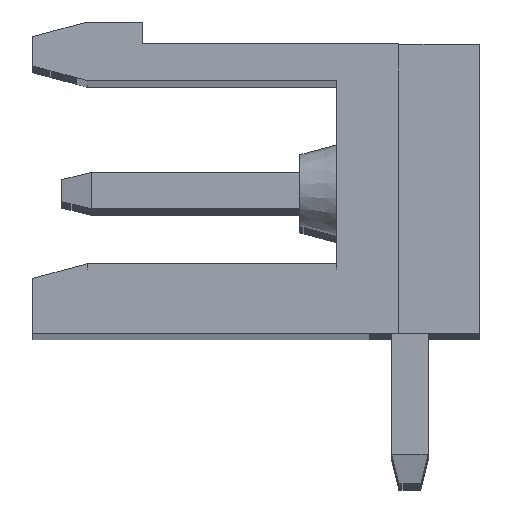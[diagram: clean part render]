
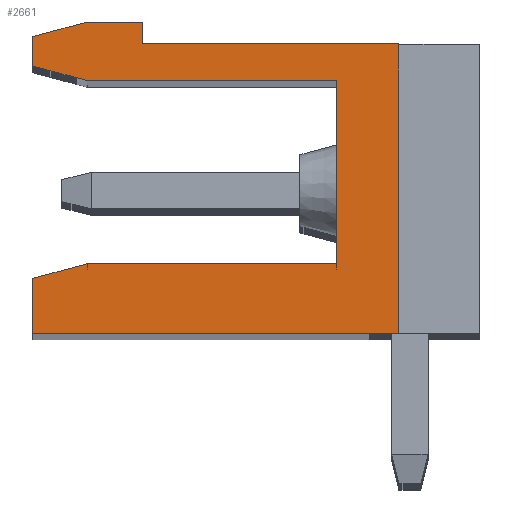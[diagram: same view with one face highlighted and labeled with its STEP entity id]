
A CAD part, top view. The second image highlights one B-rep face of the part: STEP entity #2661.
In plain terms, the highlighted planar face has unit normal (0, 0, 1).
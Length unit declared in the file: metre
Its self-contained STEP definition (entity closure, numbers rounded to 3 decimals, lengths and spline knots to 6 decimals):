
#2661=ADVANCED_FACE('',(#5681),#5682,.F.);
#5681=FACE_OUTER_BOUND('',#9064,.T.);
#5682=PLANE('',#9065);
#9064=EDGE_LOOP('',(#16749,#16750,#16751,#16752,#16753,#16754,#16755,#16756,#16757,#16758,#16759,#16760,#16761));
#9065=AXIS2_PLACEMENT_3D('',#16762,#16763,#16764);
#16749=ORIENTED_EDGE('',*,*,#22734,.T.);
#16750=ORIENTED_EDGE('',*,*,#22736,.T.);
#16751=ORIENTED_EDGE('',*,*,#22737,.T.);
#16752=ORIENTED_EDGE('',*,*,#22738,.T.);
#16753=ORIENTED_EDGE('',*,*,#22739,.T.);
#16754=ORIENTED_EDGE('',*,*,#22740,.T.);
#16755=ORIENTED_EDGE('',*,*,#22741,.T.);
#16756=ORIENTED_EDGE('',*,*,#22742,.F.);
#16757=ORIENTED_EDGE('',*,*,#22743,.F.);
#16758=ORIENTED_EDGE('',*,*,#22744,.F.);
#16759=ORIENTED_EDGE('',*,*,#22745,.F.);
#16760=ORIENTED_EDGE('',*,*,#22746,.F.);
#16761=ORIENTED_EDGE('',*,*,#22747,.T.);
#16762=CARTESIAN_POINT('',(-0.0037,0.0069,1.45824));
#16763=DIRECTION('',(0.0,0.0,-1.0));
#16764=DIRECTION('',(0.0,-1.0,0.0));
#22734=EDGE_CURVE('',#27867,#27942,#27944,.T.);
#22736=EDGE_CURVE('',#27942,#27946,#27947,.T.);
#22737=EDGE_CURVE('',#27946,#27948,#27949,.T.);
#22738=EDGE_CURVE('',#27948,#27950,#27951,.T.);
#22739=EDGE_CURVE('',#27950,#27952,#27953,.T.);
#22740=EDGE_CURVE('',#27952,#27954,#27955,.T.);
#22741=EDGE_CURVE('',#27954,#27956,#27957,.T.);
#22742=EDGE_CURVE('',#27958,#27956,#27959,.T.);
#22743=EDGE_CURVE('',#27960,#27958,#27961,.T.);
#22744=EDGE_CURVE('',#27962,#27960,#27963,.T.);
#22745=EDGE_CURVE('',#27964,#27962,#27965,.T.);
#22746=EDGE_CURVE('',#27966,#27964,#27967,.T.);
#22747=EDGE_CURVE('',#27966,#27867,#27968,.T.);
#27867=VERTEX_POINT('',#35432);
#27942=VERTEX_POINT('',#35549);
#27944=LINE('',#35552,#35553);
#27946=VERTEX_POINT('',#35555);
#27947=LINE('',#35556,#35557);
#27948=VERTEX_POINT('',#35558);
#27949=LINE('',#35559,#35560);
#27950=VERTEX_POINT('',#35561);
#27951=LINE('',#35562,#35563);
#27952=VERTEX_POINT('',#35564);
#27953=LINE('',#35565,#35566);
#27954=VERTEX_POINT('',#35567);
#27955=LINE('',#35568,#35569);
#27956=VERTEX_POINT('',#35570);
#27957=LINE('',#35571,#35572);
#27958=VERTEX_POINT('',#35573);
#27959=LINE('',#35574,#35575);
#27960=VERTEX_POINT('',#35576);
#27961=LINE('',#35577,#35578);
#27962=VERTEX_POINT('',#35579);
#27963=LINE('',#35580,#35581);
#27964=VERTEX_POINT('',#35582);
#27965=LINE('',#35583,#35584);
#27966=VERTEX_POINT('',#35585);
#27967=LINE('',#35586,#35587);
#27968=LINE('',#35588,#35589);
#35432=CARTESIAN_POINT('',(-0.012,0.,1.45824));
#35549=CARTESIAN_POINT('',(-0.002,0.,1.45824));
#35552=CARTESIAN_POINT('',(-0.012,0.,1.45824));
#35553=VECTOR('',#39539,1.0);
#35555=CARTESIAN_POINT('',(-0.002,0.0079,1.45824));
#35556=CARTESIAN_POINT('',(-0.002,0.0079,1.45824));
#35557=VECTOR('',#39540,1.0);
#35558=CARTESIAN_POINT('',(-0.009,0.0079,1.45824));
#35559=CARTESIAN_POINT('',(-0.0022,0.0079,1.45824));
#35560=VECTOR('',#39541,1.0);
#35561=CARTESIAN_POINT('',(-0.009,0.0085,1.45824));
#35562=CARTESIAN_POINT('',(-0.009,0.0081,1.45824));
#35563=VECTOR('',#39542,1.0);
#35564=CARTESIAN_POINT('',(-0.010507,0.0085,1.45824));
#35565=CARTESIAN_POINT('',(-0.009,0.0085,1.45824));
#35566=VECTOR('',#39543,1.0);
#35567=CARTESIAN_POINT('',(-0.012,0.0081,1.45824));
#35568=CARTESIAN_POINT('',(-0.010507,0.0085,1.45824));
#35569=VECTOR('',#39544,1.0);
#35570=CARTESIAN_POINT('',(-0.012,0.0073,1.45824));
#35571=CARTESIAN_POINT('',(-0.012,0.0082,1.45824));
#35572=VECTOR('',#39545,1.0);
#35573=CARTESIAN_POINT('',(-0.010507,0.0069,1.45824));
#35574=CARTESIAN_POINT('',(-0.012,0.0073,1.45824));
#35575=VECTOR('',#39546,1.0);
#35576=CARTESIAN_POINT('',(-0.0037,0.0069,1.45824));
#35577=CARTESIAN_POINT('',(-0.010507,0.0069,1.45824));
#35578=VECTOR('',#39547,1.0);
#35579=CARTESIAN_POINT('',(-0.0037,0.0019,1.45824));
#35580=CARTESIAN_POINT('',(-0.0037,0.0069,1.45824));
#35581=VECTOR('',#39548,1.0);
#35582=CARTESIAN_POINT('',(-0.0105,0.0019,1.45824));
#35583=CARTESIAN_POINT('',(-0.0037,0.0019,1.45824));
#35584=VECTOR('',#39549,1.0);
#35585=CARTESIAN_POINT('',(-0.012,0.001498,1.45824));
#35586=CARTESIAN_POINT('',(-0.0105,0.0019,1.45824));
#35587=VECTOR('',#39550,1.0);
#35588=CARTESIAN_POINT('',(-0.012,0.0082,1.45824));
#35589=VECTOR('',#39551,1.0);
#39539=DIRECTION('',(1.0,0.0,0.0));
#39540=DIRECTION('',(0.0,1.0,0.0));
#39541=DIRECTION('',(-1.0,0.0,0.0));
#39542=DIRECTION('',(0.,1.0,0.0));
#39543=DIRECTION('',(-1.0,0.0,0.0));
#39544=DIRECTION('',(-0.966,-0.259,0.0));
#39545=DIRECTION('',(0.0,-1.0,0.0));
#39546=DIRECTION('',(-0.966,0.259,0.0));
#39547=DIRECTION('',(-1.0,0.0,0.0));
#39548=DIRECTION('',(0.,1.0,0.0));
#39549=DIRECTION('',(1.0,0.0,0.0));
#39550=DIRECTION('',(0.966,0.259,0.0));
#39551=DIRECTION('',(0.0,-1.0,0.0));
